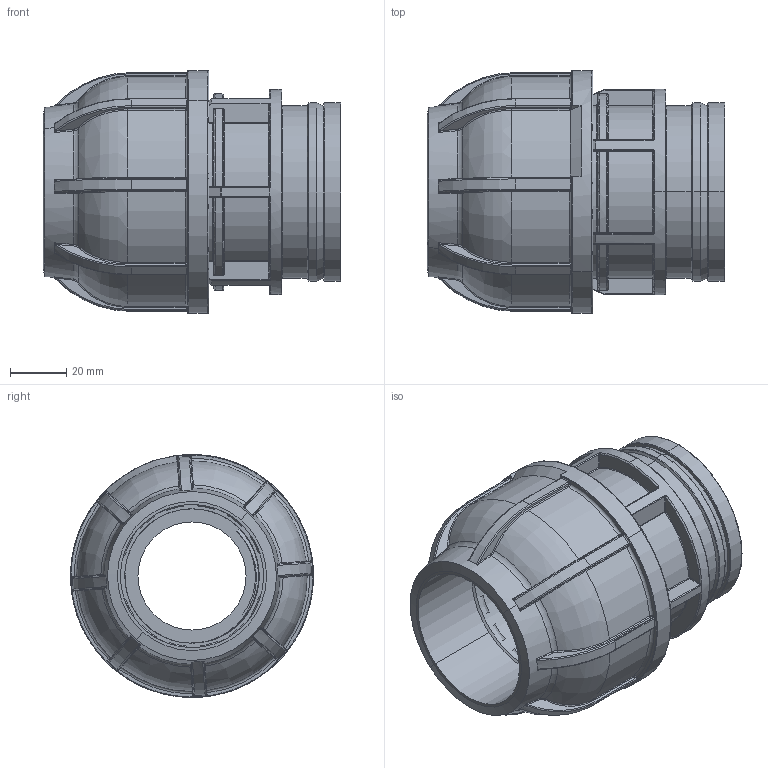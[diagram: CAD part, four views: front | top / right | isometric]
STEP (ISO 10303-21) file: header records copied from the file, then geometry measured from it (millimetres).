
FILE_DESCRIPTION (( 'STEP AP203' ), '1' );
FILE_NAME ('R201.050.112.step', '2013-11-19T09:03:55', ( 'Alusic' ), ( 'Alusic' ), 'SwSTEP 2.0', 'SolidWorks 2011', '' );
FILE_SCHEMA (( 'CONFIG_CONTROL_DESIGN' ));
Length unit declared in the file: millimetre
Products named in the file (1): R201.050.112
Bounding box: 105.95 x 86.48 x 86.48 mm (x, y, z)
Surface area: 65407.6 mm2 (no closed solid volume)
Topology: 0 solids, 20 shells, 856 faces, 2607 edges, 1614 vertices
Faces by surface type: cylinder 294, bspline 202, plane 171, torus 159, cone 19, sphere 11
Entity records: 40329 total; most frequent: CARTESIAN_POINT 19712, ORIENTED_EDGE 4141, DIRECTION 4120, EDGE_CURVE 2579, AXIS2_PLACEMENT_3D 1735, VERTEX_POINT 1614, CIRCLE 1080, EDGE_LOOP 863
